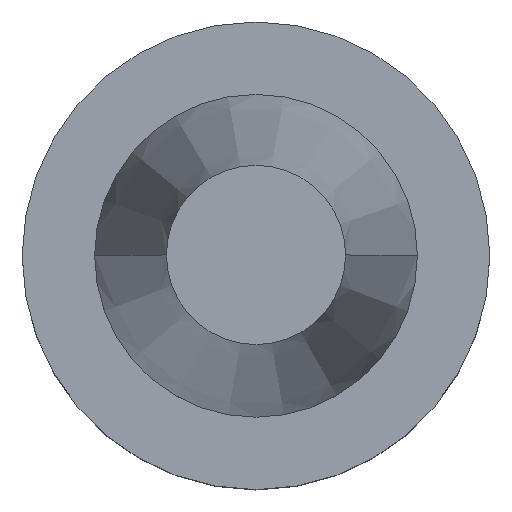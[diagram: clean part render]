
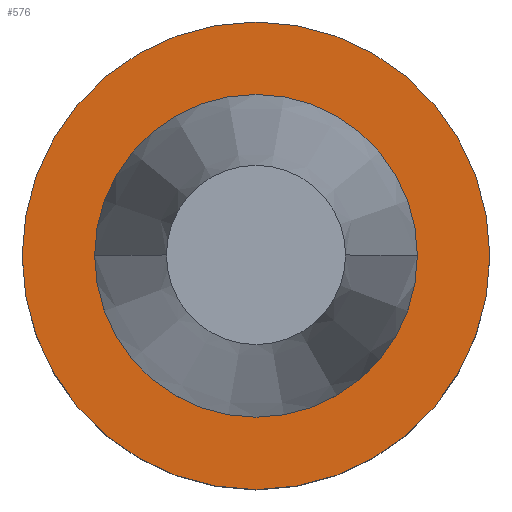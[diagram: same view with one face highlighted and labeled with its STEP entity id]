
A CAD part, top view. The second image highlights one B-rep face of the part: STEP entity #576.
In plain terms, the highlighted planar face has unit normal (0, 0, 1).
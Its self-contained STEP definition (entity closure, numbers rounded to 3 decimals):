
#3 = VERTEX_POINT ( 'NONE', #55 ) ;
#6 = AXIS2_PLACEMENT_3D ( 'NONE', #618, #242, #553 ) ;
#11 = DIRECTION ( 'NONE',  ( 0., 0., 1. ) ) ;
#15 = AXIS2_PLACEMENT_3D ( 'NONE', #455, #93, #159 ) ;
#35 = CARTESIAN_POINT ( 'NONE',  ( -23., 0., -0.5 ) ) ;
#55 = CARTESIAN_POINT ( 'NONE',  ( 15.875, 0., -0.5 ) ) ;
#93 = DIRECTION ( 'NONE',  ( 0., 0., 1. ) ) ;
#94 = EDGE_CURVE ( 'NONE', #3, #769, #355, .T. ) ;
#109 = CIRCLE ( 'NONE', #547, 23. ) ;
#134 = CARTESIAN_POINT ( 'NONE',  ( 0., 0., -0.5 ) ) ;
#137 = EDGE_CURVE ( 'NONE', #635, #343, #281, .T. ) ;
#138 = CARTESIAN_POINT ( 'NONE',  ( 0., 0., -0.5 ) ) ;
#155 = DIRECTION ( 'NONE',  ( -1., 0., 0. ) ) ;
#159 = DIRECTION ( 'NONE',  ( 1., 0., 0. ) ) ;
#195 = DIRECTION ( 'NONE',  ( 1., 0., 0. ) ) ;
#201 = ORIENTED_EDGE ( 'NONE', *, *, #589, .F. ) ;
#217 = PLANE ( 'NONE',  #645 ) ;
#221 = EDGE_CURVE ( 'NONE', #343, #635, #109, .T. ) ;
#242 = DIRECTION ( 'NONE',  ( 0., 0., 1. ) ) ;
#258 = ORIENTED_EDGE ( 'NONE', *, *, #221, .T. ) ;
#277 = FACE_OUTER_BOUND ( 'NONE', #588, .T. ) ;
#281 = CIRCLE ( 'NONE', #6, 23. ) ;
#299 = CIRCLE ( 'NONE', #15, 15.875 ) ;
#312 = DIRECTION ( 'NONE',  ( 1., 0., 0. ) ) ;
#343 = VERTEX_POINT ( 'NONE', #35 ) ;
#355 = CIRCLE ( 'NONE', #475, 15.875 ) ;
#359 = ORIENTED_EDGE ( 'NONE', *, *, #137, .T. ) ;
#383 = CARTESIAN_POINT ( 'NONE',  ( 23., 0., -0.5 ) ) ;
#455 = CARTESIAN_POINT ( 'NONE',  ( 0., 0., -0.5 ) ) ;
#462 = CARTESIAN_POINT ( 'NONE',  ( 0., 23., -0.5 ) ) ;
#475 = AXIS2_PLACEMENT_3D ( 'NONE', #138, #11, #312 ) ;
#478 = ORIENTED_EDGE ( 'NONE', *, *, #94, .F. ) ;
#493 = CARTESIAN_POINT ( 'NONE',  ( -15.875, 0., -0.5 ) ) ;
#517 = DIRECTION ( 'NONE',  ( 0., 0., -1. ) ) ;
#522 = FACE_BOUND ( 'NONE', #775, .T. ) ;
#547 = AXIS2_PLACEMENT_3D ( 'NONE', #134, #737, #195 ) ;
#553 = DIRECTION ( 'NONE',  ( 1., 0., 0. ) ) ;
#576 = ADVANCED_FACE ( 'NONE', ( #522, #277 ), #217, .F. ) ;
#588 = EDGE_LOOP ( 'NONE', ( #359, #258 ) ) ;
#589 = EDGE_CURVE ( 'NONE', #769, #3, #299, .T. ) ;
#618 = CARTESIAN_POINT ( 'NONE',  ( 0., 0., -0.5 ) ) ;
#635 = VERTEX_POINT ( 'NONE', #383 ) ;
#645 = AXIS2_PLACEMENT_3D ( 'NONE', #462, #517, #155 ) ;
#737 = DIRECTION ( 'NONE',  ( 0., 0., 1. ) ) ;
#769 = VERTEX_POINT ( 'NONE', #493 ) ;
#775 = EDGE_LOOP ( 'NONE', ( #478, #201 ) ) ;
